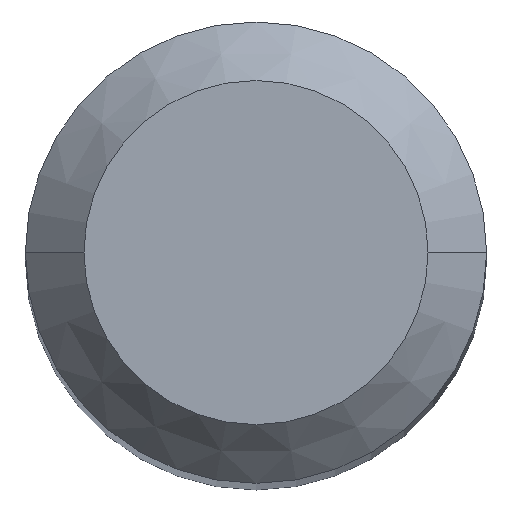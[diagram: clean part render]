
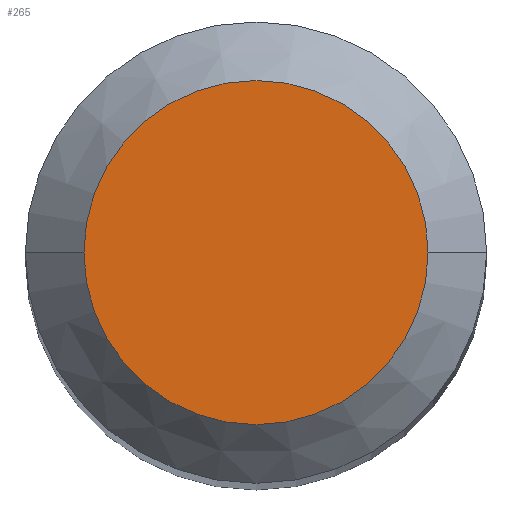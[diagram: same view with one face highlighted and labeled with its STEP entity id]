
A CAD part, top view. The second image highlights one B-rep face of the part: STEP entity #265.
In plain terms, the highlighted planar face has unit normal (0, 0, 1).
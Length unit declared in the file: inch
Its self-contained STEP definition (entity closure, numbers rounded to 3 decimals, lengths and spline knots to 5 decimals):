
#3 = AXIS2_PLACEMENT_3D ( 'NONE', #100, #239, #191 ) ;
#8 = ORIENTED_EDGE ( 'NONE', *, *, #224, .T. ) ;
#17 = ORIENTED_EDGE ( 'NONE', *, *, #78, .T. ) ;
#19 = VERTEX_POINT ( 'NONE', #259 ) ;
#35 = DIRECTION ( 'NONE',  ( 1., 0., 0. ) ) ;
#37 = PLANE ( 'NONE',  #169 ) ;
#60 = CARTESIAN_POINT ( 'NONE',  ( 0., 0., 1.49606 ) ) ;
#78 = EDGE_CURVE ( 'NONE', #19, #186, #253, .T. ) ;
#95 = CARTESIAN_POINT ( 'NONE',  ( 0.04405, 0., 1.49606 ) ) ;
#100 = CARTESIAN_POINT ( 'NONE',  ( 0., 0., 1.49606 ) ) ;
#127 = FACE_OUTER_BOUND ( 'NONE', #271, .T. ) ;
#142 = CIRCLE ( 'NONE', #180, 0.04405 ) ;
#169 = AXIS2_PLACEMENT_3D ( 'NONE', #60, #243, #35 ) ;
#172 = DIRECTION ( 'NONE',  ( 1., 0., 0. ) ) ;
#180 = AXIS2_PLACEMENT_3D ( 'NONE', #192, #256, #172 ) ;
#186 = VERTEX_POINT ( 'NONE', #95 ) ;
#191 = DIRECTION ( 'NONE',  ( 1., 0., 0. ) ) ;
#192 = CARTESIAN_POINT ( 'NONE',  ( 0., 0., 1.49606 ) ) ;
#224 = EDGE_CURVE ( 'NONE', #186, #19, #142, .T. ) ;
#239 = DIRECTION ( 'NONE',  ( 0., 0., 1. ) ) ;
#243 = DIRECTION ( 'NONE',  ( 0., 0., 1. ) ) ;
#253 = CIRCLE ( 'NONE', #3, 0.04405 ) ;
#256 = DIRECTION ( 'NONE',  ( 0., 0., 1. ) ) ;
#259 = CARTESIAN_POINT ( 'NONE',  ( -0.04405, 0., 1.49606 ) ) ;
#265 = ADVANCED_FACE ( 'NONE', ( #127 ), #37, .T. ) ;
#271 = EDGE_LOOP ( 'NONE', ( #17, #8 ) ) ;
